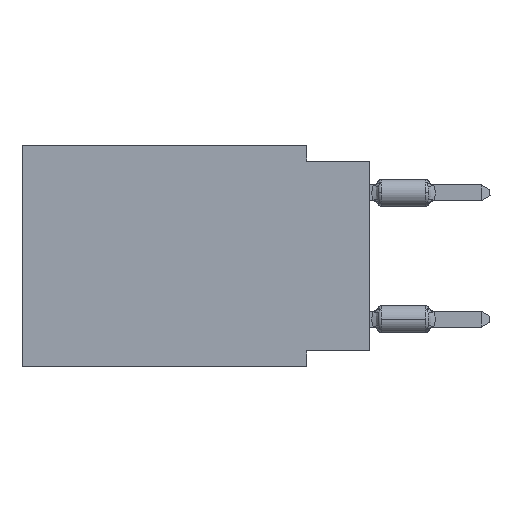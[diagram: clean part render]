
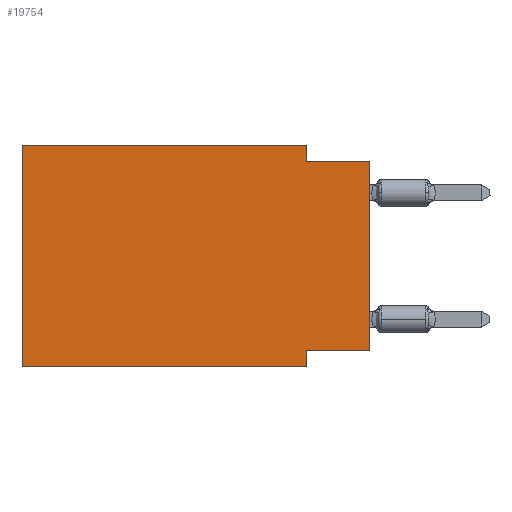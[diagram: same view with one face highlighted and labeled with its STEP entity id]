
A CAD part, left-side view. The second image highlights one B-rep face of the part: STEP entity #19754.
In plain terms, the highlighted planar face has unit normal (-1, 0, 0).
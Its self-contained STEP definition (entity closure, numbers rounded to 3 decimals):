
#1 = DIRECTION ( 'NONE',  ( 0., 0., -1. ) ) ;
#96 = ORIENTED_EDGE ( 'NONE', *, *, #10405, .F. ) ;
#509 = EDGE_CURVE ( 'NONE', #24664, #10531, #2299, .T. ) ;
#567 = VECTOR ( 'NONE', #27938, 1000. ) ;
#957 = ORIENTED_EDGE ( 'NONE', *, *, #22810, .T. ) ;
#1025 = CARTESIAN_POINT ( 'NONE',  ( 0., 2.54, 0. ) ) ;
#1247 = VERTEX_POINT ( 'NONE', #6211 ) ;
#1357 = LINE ( 'NONE', #10855, #11637 ) ;
#2193 = ORIENTED_EDGE ( 'NONE', *, *, #29183, .F. ) ;
#2299 = LINE ( 'NONE', #9474, #18814 ) ;
#3025 = CARTESIAN_POINT ( 'NONE',  ( 0., 0., 0. ) ) ;
#3299 = VECTOR ( 'NONE', #1, 1000. ) ;
#3658 = CARTESIAN_POINT ( 'NONE',  ( 0., 13.97, 0. ) ) ;
#4329 = VERTEX_POINT ( 'NONE', #8718 ) ;
#5692 = FACE_OUTER_BOUND ( 'NONE', #25774, .T. ) ;
#5735 = DIRECTION ( 'NONE',  ( 0., -1., 0. ) ) ;
#5854 = DIRECTION ( 'NONE',  ( 0., 0., -1. ) ) ;
#6211 = CARTESIAN_POINT ( 'NONE',  ( 0., 13.97, -8.89 ) ) ;
#6287 = DIRECTION ( 'NONE',  ( 0., 0., 1. ) ) ;
#6446 = CARTESIAN_POINT ( 'NONE',  ( 0., 13.97, -8.89 ) ) ;
#6982 = DIRECTION ( 'NONE',  ( 0., -1., 0. ) ) ;
#7194 = CARTESIAN_POINT ( 'NONE',  ( 0., 2.54, -8.255 ) ) ;
#7287 = VERTEX_POINT ( 'NONE', #7194 ) ;
#8718 = CARTESIAN_POINT ( 'NONE',  ( 0., 2.54, -8.89 ) ) ;
#9048 = CARTESIAN_POINT ( 'NONE',  ( 0., 2.54, -0.635 ) ) ;
#9345 = CARTESIAN_POINT ( 'NONE',  ( 0., 0., -0.635 ) ) ;
#9474 = CARTESIAN_POINT ( 'NONE',  ( 0., 13.97, 0. ) ) ;
#10253 = CARTESIAN_POINT ( 'NONE',  ( 0., 0., -0.635 ) ) ;
#10405 = EDGE_CURVE ( 'NONE', #1247, #24664, #27945, .T. ) ;
#10531 = VERTEX_POINT ( 'NONE', #23876 ) ;
#10855 = CARTESIAN_POINT ( 'NONE',  ( 0., 0., -8.255 ) ) ;
#11550 = VECTOR ( 'NONE', #5735, 1000. ) ;
#11637 = VECTOR ( 'NONE', #25186, 1000. ) ;
#11675 = CARTESIAN_POINT ( 'NONE',  ( 0., 2.54, -8.89 ) ) ;
#13141 = DIRECTION ( 'NONE',  ( 0., 0., 1. ) ) ;
#13755 = CARTESIAN_POINT ( 'NONE',  ( 0., 0., -8.255 ) ) ;
#14578 = VECTOR ( 'NONE', #13141, 1000. ) ;
#15198 = ORIENTED_EDGE ( 'NONE', *, *, #509, .F. ) ;
#16944 = VERTEX_POINT ( 'NONE', #9345 ) ;
#17133 = VECTOR ( 'NONE', #5854, 1000. ) ;
#17519 = PLANE ( 'NONE',  #19838 ) ;
#17585 = ORIENTED_EDGE ( 'NONE', *, *, #23889, .T. ) ;
#17968 = LINE ( 'NONE', #3025, #14578 ) ;
#18814 = VECTOR ( 'NONE', #6982, 1000. ) ;
#19452 = ORIENTED_EDGE ( 'NONE', *, *, #27607, .F. ) ;
#19754 = ADVANCED_FACE ( 'NONE', ( #5692 ), #17519, .F. ) ;
#19838 = AXIS2_PLACEMENT_3D ( 'NONE', #3658, #27353, #21911 ) ;
#20615 = CARTESIAN_POINT ( 'NONE',  ( 0., 13.97, 0. ) ) ;
#21458 = VECTOR ( 'NONE', #6287, 1000. ) ;
#21499 = VERTEX_POINT ( 'NONE', #9048 ) ;
#21911 = DIRECTION ( 'NONE',  ( 0., 0., -1. ) ) ;
#22810 = EDGE_CURVE ( 'NONE', #1247, #4329, #29952, .T. ) ;
#23774 = ORIENTED_EDGE ( 'NONE', *, *, #24685, .F. ) ;
#23876 = CARTESIAN_POINT ( 'NONE',  ( 0., 2.54, 0. ) ) ;
#23889 = EDGE_CURVE ( 'NONE', #29756, #16944, #17968, .T. ) ;
#24390 = LINE ( 'NONE', #1025, #17133 ) ;
#24431 = CARTESIAN_POINT ( 'NONE',  ( 0., 13.97, 0. ) ) ;
#24576 = ORIENTED_EDGE ( 'NONE', *, *, #26225, .F. ) ;
#24664 = VERTEX_POINT ( 'NONE', #24431 ) ;
#24685 = EDGE_CURVE ( 'NONE', #21499, #16944, #27394, .T. ) ;
#25186 = DIRECTION ( 'NONE',  ( 0., 1., 0. ) ) ;
#25551 = LINE ( 'NONE', #11675, #3299 ) ;
#25774 = EDGE_LOOP ( 'NONE', ( #17585, #23774, #2193, #15198, #96, #957, #19452, #24576 ) ) ;
#26225 = EDGE_CURVE ( 'NONE', #29756, #7287, #1357, .T. ) ;
#27353 = DIRECTION ( 'NONE',  ( 1., 0., 0. ) ) ;
#27394 = LINE ( 'NONE', #10253, #11550 ) ;
#27607 = EDGE_CURVE ( 'NONE', #7287, #4329, #25551, .T. ) ;
#27938 = DIRECTION ( 'NONE',  ( 0., -1., 0. ) ) ;
#27945 = LINE ( 'NONE', #20615, #21458 ) ;
#29183 = EDGE_CURVE ( 'NONE', #10531, #21499, #24390, .T. ) ;
#29756 = VERTEX_POINT ( 'NONE', #13755 ) ;
#29952 = LINE ( 'NONE', #6446, #567 ) ;
